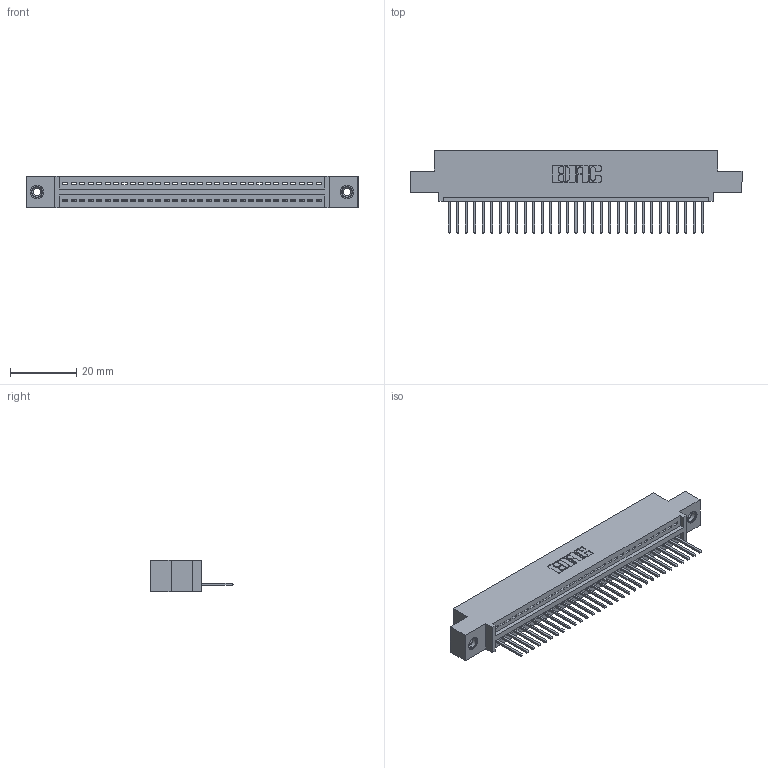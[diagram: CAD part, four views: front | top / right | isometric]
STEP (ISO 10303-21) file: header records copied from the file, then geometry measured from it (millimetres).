
FILE_DESCRIPTION (( 'STEP AP203' ), '1' );
FILE_NAME ('395-031-523-408.STEP', '2019-10-19T08:35:19', ( '' ), ( '' ), 'SwSTEP 2.0', 'SolidWorks 2016', '' );
FILE_SCHEMA (( 'CONFIG_CONTROL_DESIGN' ));
Length unit declared in the file: inch
Products named in the file (4): 345 Part_0.110 Offset - 0.156 Dia-TI; 395-031-523-408; 345-250-001_345-250-003-102; 345-292-001_345-293-123
Assembly tree (34 placements, depth 2):
  395-031-523-408
    345 Part_0.110 Offset - 0.156 Dia-TI
    345-292-001_345-293-123  x31
    345-250-001_345-250-003-102  x2
Bounding box: 99.95 x 24.82 x 9.4 mm (x, y, z)
Volume: 9311.3 mm3; surface area: 12359.2 mm2
Topology: 34 solids, 34 shells, 1988 faces, 5945 edges, 3914 vertices
Faces by surface type: plane 1356, cylinder 616, cone 12, torus 4
Entity records: 26148 total; most frequent: CARTESIAN_POINT 4512, ORIENTED_EDGE 4470, DIRECTION 3983, EDGE_CURVE 2235, VECTOR 1959, LINE 1959, VERTEX_POINT 1484, AXIS2_PLACEMENT_3D 1012
